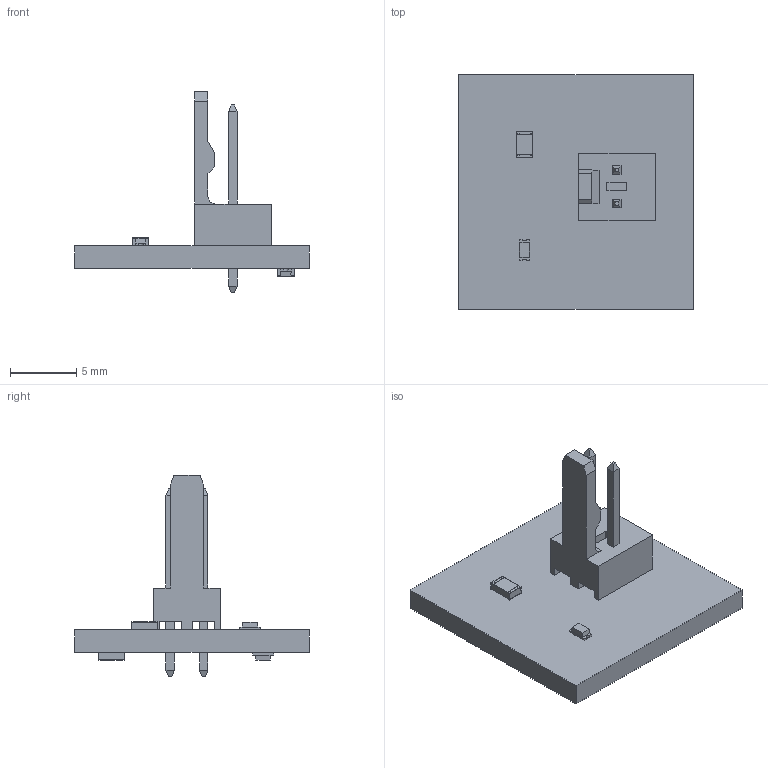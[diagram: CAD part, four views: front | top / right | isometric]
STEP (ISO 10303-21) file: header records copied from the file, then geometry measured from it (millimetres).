
FILE_DESCRIPTION(('Open CASCADE Model'),'2;1');
FILE_NAME('Open CASCADE Shape Model','2024-03-24T22:36:45',('Author'),( 'Open CASCADE'),'Open CASCADE STEP processor 7.5','Open CASCADE 7.5' ,'Unknown');
FILE_SCHEMA(('AUTOMOTIVE_DESIGN { 1 0 10303 214 1 1 1 1 }'));
Length unit declared in the file: millimetre
Products named in the file (13): PCB; Board; Open CASCADE STEP translator 7.5 1.1.1; R2; AC0805FR-10360RL--3DModel-STEP-269445; D2; led; R1; J1; 022272021; Open CASCADE STEP translator 7.5 1.5.1.1; Open CASCADE STEP translator 7.5 1.5.1.2; D1
Assembly tree (14 placements, depth 4):
  PCB
    Board
      Open CASCADE STEP translator 7.5 1.1.1
    R2
      AC0805FR-10360RL--3DModel-STEP-269445
    D2
      led
    R1
      AC0805FR-10360RL--3DModel-STEP-269445
    J1
      022272021
        Open CASCADE STEP translator 7.5 1.5.1.1
        Open CASCADE STEP translator 7.5 1.5.1.2
    D1
      led
Bounding box: 17.78 x 17.78 x 15.26 mm (x, y, z)
Volume: 649.6 mm3; surface area: 1065.9 mm2
Topology: 12 solids, 12 shells, 217 faces, 547 edges, 362 vertices
Faces by surface type: plane 210, cylinder 7
Entity records: 4778 total; most frequent: CARTESIAN_POINT 761, ORIENTED_EDGE 716, DIRECTION 692, EDGE_CURVE 358, LINE 350, VECTOR 350, VERTEX_POINT 232, AXIS2_PLACEMENT_3D 171
